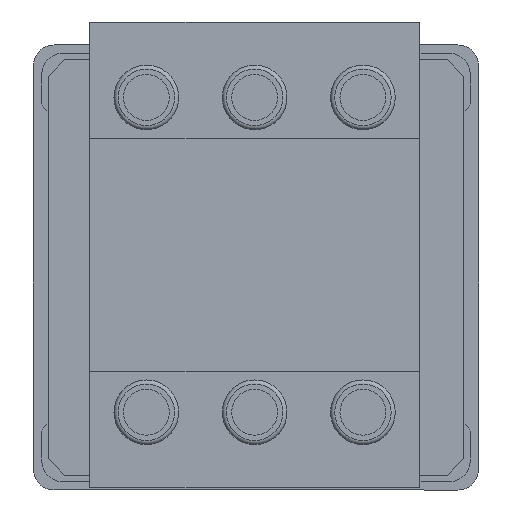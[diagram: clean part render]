
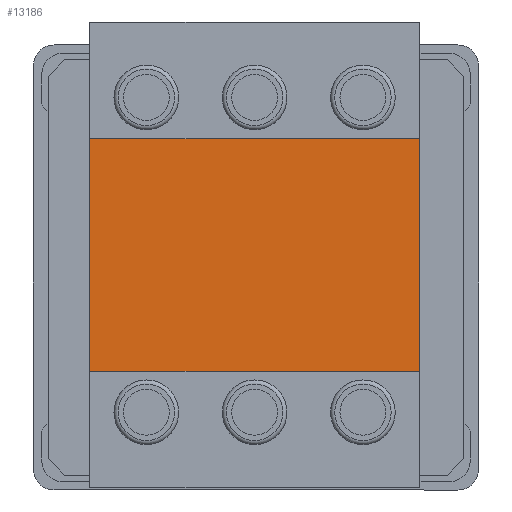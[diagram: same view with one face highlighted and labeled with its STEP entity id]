
A CAD part, front view. The second image highlights one B-rep face of the part: STEP entity #13186.
In plain terms, the highlighted planar face has unit normal (0, -1, 0).
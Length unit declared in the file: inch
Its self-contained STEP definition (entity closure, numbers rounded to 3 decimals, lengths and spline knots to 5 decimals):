
#13108=CARTESIAN_POINT('',(-1.0,-0.7,2.1175));
#13109=VERTEX_POINT('',#13108);
#13110=CARTESIAN_POINT('',(1.0,-0.7,2.1175));
#13111=VERTEX_POINT('',#13110);
#13112=CARTESIAN_POINT('',(-1.0,-0.7,2.1175));
#13113=DIRECTION('',(1.0,0.0,0.0));
#13114=VECTOR('',#13113,2.0);
#13115=LINE('',#13112,#13114);
#13116=EDGE_CURVE('',#13109,#13111,#13115,.T.);
#13139=CARTESIAN_POINT('',(1.0,-0.7,0.7075));
#13140=VERTEX_POINT('',#13139);
#13141=CARTESIAN_POINT('',(-1.0,-0.7,0.7075));
#13142=VERTEX_POINT('',#13141);
#13143=CARTESIAN_POINT('',(1.0,-0.7,0.7075));
#13144=DIRECTION('',(-1.0,0.0,0.0));
#13145=VECTOR('',#13144,2.0);
#13146=LINE('',#13143,#13145);
#13147=EDGE_CURVE('',#13140,#13142,#13146,.T.);
#13165=CARTESIAN_POINT('',(0.,-0.7,1.4125));
#13166=DIRECTION('',(0.0,1.0,0.0));
#13167=DIRECTION('',(0.0,0.0,1.0));
#13168=AXIS2_PLACEMENT_3D('',#13165,#13166,#13167);
#13169=PLANE('',#13168);
#13170=CARTESIAN_POINT('',(-1.0,-0.7,0.7075));
#13171=DIRECTION('',(0.0,0.0,1.0));
#13172=VECTOR('',#13171,1.41);
#13173=LINE('',#13170,#13172);
#13174=EDGE_CURVE('',#13142,#13109,#13173,.T.);
#13175=ORIENTED_EDGE('',*,*,#13174,.F.);
#13176=ORIENTED_EDGE('',*,*,#13147,.F.);
#13177=CARTESIAN_POINT('',(1.0,-0.7,2.1175));
#13178=DIRECTION('',(0.0,0.0,-1.0));
#13179=VECTOR('',#13178,1.41);
#13180=LINE('',#13177,#13179);
#13181=EDGE_CURVE('',#13111,#13140,#13180,.T.);
#13182=ORIENTED_EDGE('',*,*,#13181,.F.);
#13183=ORIENTED_EDGE('',*,*,#13116,.F.);
#13184=EDGE_LOOP('',(#13175,#13176,#13182,#13183));
#13185=FACE_OUTER_BOUND('',#13184,.T.);
#13186=ADVANCED_FACE('',(#13185),#13169,.F.);
